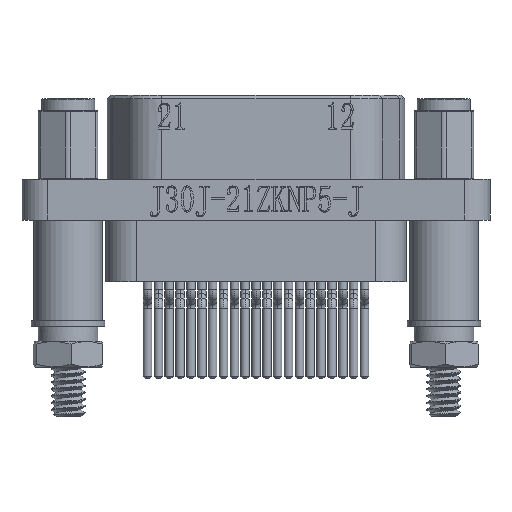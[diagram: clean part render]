
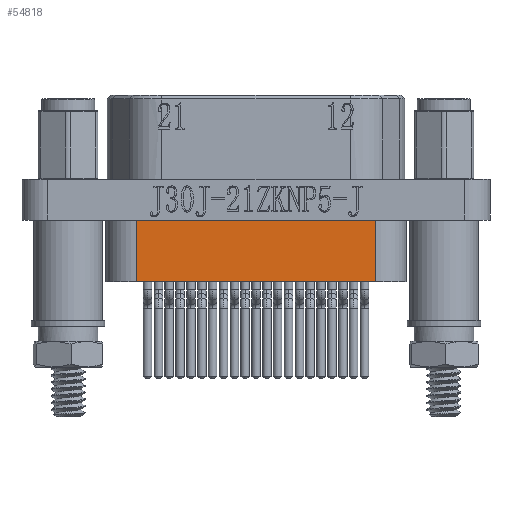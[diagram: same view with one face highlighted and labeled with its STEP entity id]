
A CAD part, front view. The second image highlights one B-rep face of the part: STEP entity #54818.
In plain terms, the highlighted planar face has unit normal (0, -1, 0).
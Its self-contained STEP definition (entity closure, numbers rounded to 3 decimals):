
#2950 = CARTESIAN_POINT ( 'NONE',  ( 7., -3.4, -6. ) ) ;
#4876 = LINE ( 'NONE', #65860, #10511 ) ;
#5529 = CARTESIAN_POINT ( 'NONE',  ( 7., -3.4, -6. ) ) ;
#7497 = LINE ( 'NONE', #32599, #53116 ) ;
#9191 = PLANE ( 'NONE',  #29567 ) ;
#10511 = VECTOR ( 'NONE', #14706, 1000. ) ;
#11682 = EDGE_CURVE ( 'NONE', #45426, #19818, #7497, .T. ) ;
#14685 = EDGE_CURVE ( 'NONE', #23919, #19840, #49292, .T. ) ;
#14706 = DIRECTION ( 'NONE',  ( 0., 0., 1. ) ) ;
#17519 = LINE ( 'NONE', #2950, #48012 ) ;
#19818 = VERTEX_POINT ( 'NONE', #59911 ) ;
#19840 = VERTEX_POINT ( 'NONE', #64654 ) ;
#23919 = VERTEX_POINT ( 'NONE', #5529 ) ;
#28965 = DIRECTION ( 'NONE',  ( -1., 0., 0. ) ) ;
#29567 = AXIS2_PLACEMENT_3D ( 'NONE', #62020, #65763, #51210 ) ;
#32599 = CARTESIAN_POINT ( 'NONE',  ( 7., -3.4, -2.4 ) ) ;
#33107 = DIRECTION ( 'NONE',  ( 0., 0., 1. ) ) ;
#39048 = VECTOR ( 'NONE', #28965, 1000. ) ;
#43081 = DIRECTION ( 'NONE',  ( -1., 0., 0. ) ) ;
#44771 = ORIENTED_EDGE ( 'NONE', *, *, #56111, .T. ) ;
#45426 = VERTEX_POINT ( 'NONE', #66825 ) ;
#47356 = ORIENTED_EDGE ( 'NONE', *, *, #14685, .F. ) ;
#48012 = VECTOR ( 'NONE', #33107, 1000. ) ;
#49292 = LINE ( 'NONE', #64521, #39048 ) ;
#51210 = DIRECTION ( 'NONE',  ( 0., 0., 1. ) ) ;
#51526 = FACE_OUTER_BOUND ( 'NONE', #58105, .T. ) ;
#52200 = ORIENTED_EDGE ( 'NONE', *, *, #63622, .F. ) ;
#53116 = VECTOR ( 'NONE', #43081, 1000. ) ;
#54818 = ADVANCED_FACE ( 'NONE', ( #51526 ), #9191, .F. ) ;
#56111 = EDGE_CURVE ( 'NONE', #23919, #45426, #17519, .T. ) ;
#58105 = EDGE_LOOP ( 'NONE', ( #60691, #52200, #47356, #44771 ) ) ;
#59911 = CARTESIAN_POINT ( 'NONE',  ( -7., -3.4, -2.4 ) ) ;
#60691 = ORIENTED_EDGE ( 'NONE', *, *, #11682, .T. ) ;
#62020 = CARTESIAN_POINT ( 'NONE',  ( 7., -3.4, -6. ) ) ;
#63622 = EDGE_CURVE ( 'NONE', #19840, #19818, #4876, .T. ) ;
#64521 = CARTESIAN_POINT ( 'NONE',  ( 7., -3.4, -6. ) ) ;
#64654 = CARTESIAN_POINT ( 'NONE',  ( -7., -3.4, -6. ) ) ;
#65763 = DIRECTION ( 'NONE',  ( 0., 1., 0. ) ) ;
#65860 = CARTESIAN_POINT ( 'NONE',  ( -7., -3.4, -6. ) ) ;
#66825 = CARTESIAN_POINT ( 'NONE',  ( 7., -3.4, -2.4 ) ) ;
